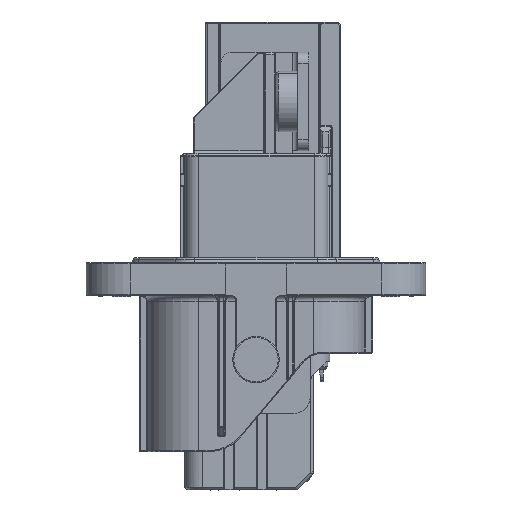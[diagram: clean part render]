
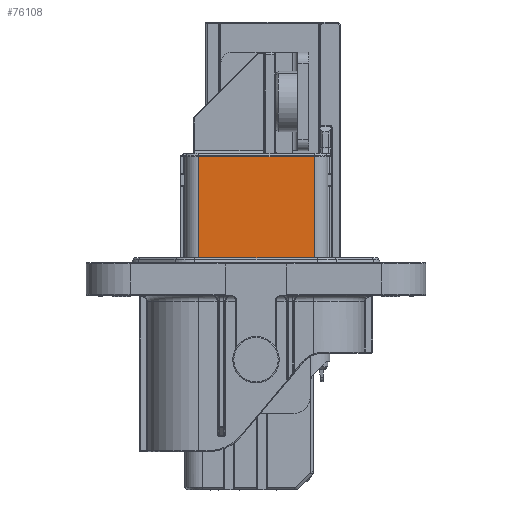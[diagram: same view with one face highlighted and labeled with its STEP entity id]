
A CAD part, left-side view. The second image highlights one B-rep face of the part: STEP entity #76108.
In plain terms, the highlighted planar face has unit normal (-1, 0, 0).
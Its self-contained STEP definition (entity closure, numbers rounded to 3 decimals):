
#12424 = DIRECTION ( 'NONE',  ( 0., 0., -1. ) ) ;
#19346 = AXIS2_PLACEMENT_3D ( 'NONE', #116003, #171763, #70910 ) ;
#23579 = LINE ( 'NONE', #42029, #171503 ) ;
#28780 = EDGE_LOOP ( 'NONE', ( #53047, #109673, #149858, #152277 ) ) ;
#30175 = CARTESIAN_POINT ( 'NONE',  ( -26.333, 8.068, 103.794 ) ) ;
#34551 = CARTESIAN_POINT ( 'NONE',  ( -26.333, -13.082, 104.377 ) ) ;
#41114 = CARTESIAN_POINT ( 'NONE',  ( -26.333, 11.318, 84.377 ) ) ;
#41903 = EDGE_CURVE ( 'NONE', #155015, #97198, #159399, .T. ) ;
#42029 = CARTESIAN_POINT ( 'NONE',  ( -26.333, 8.068, 103.794 ) ) ;
#45105 = VECTOR ( 'NONE', #171961, 1000. ) ;
#53047 = ORIENTED_EDGE ( 'NONE', *, *, #129793, .T. ) ;
#53997 = EDGE_CURVE ( 'NONE', #161310, #120374, #23579, .T. ) ;
#63389 = DIRECTION ( 'NONE',  ( 0., 0., 1. ) ) ;
#70910 = DIRECTION ( 'NONE',  ( 0., 1., 0. ) ) ;
#76108 = ADVANCED_FACE ( 'NONE', ( #108059 ), #142335, .F. ) ;
#77135 = VECTOR ( 'NONE', #12424, 1000. ) ;
#79778 = LINE ( 'NONE', #34551, #173983 ) ;
#91732 = EDGE_CURVE ( 'NONE', #97198, #161310, #79778, .T. ) ;
#97198 = VERTEX_POINT ( 'NONE', #168061 ) ;
#108059 = FACE_OUTER_BOUND ( 'NONE', #28780, .T. ) ;
#109673 = ORIENTED_EDGE ( 'NONE', *, *, #41903, .T. ) ;
#113387 = DIRECTION ( 'NONE',  ( 0., 1., 0. ) ) ;
#116003 = CARTESIAN_POINT ( 'NONE',  ( -26.333, 11.318, 104.377 ) ) ;
#120374 = VERTEX_POINT ( 'NONE', #30175 ) ;
#129793 = EDGE_CURVE ( 'NONE', #120374, #155015, #137689, .T. ) ;
#129832 = CARTESIAN_POINT ( 'NONE',  ( -26.333, 8.068, 84.377 ) ) ;
#137689 = LINE ( 'NONE', #179091, #77135 ) ;
#142335 = PLANE ( 'NONE',  #19346 ) ;
#149858 = ORIENTED_EDGE ( 'NONE', *, *, #91732, .T. ) ;
#152277 = ORIENTED_EDGE ( 'NONE', *, *, #53997, .T. ) ;
#153111 = CARTESIAN_POINT ( 'NONE',  ( -26.333, -13.082, 103.794 ) ) ;
#155015 = VERTEX_POINT ( 'NONE', #129832 ) ;
#159399 = LINE ( 'NONE', #41114, #45105 ) ;
#161310 = VERTEX_POINT ( 'NONE', #153111 ) ;
#168061 = CARTESIAN_POINT ( 'NONE',  ( -26.333, -13.082, 84.377 ) ) ;
#171503 = VECTOR ( 'NONE', #113387, 1000. ) ;
#171763 = DIRECTION ( 'NONE',  ( 1., 0., 0. ) ) ;
#171961 = DIRECTION ( 'NONE',  ( 0., -1., 0. ) ) ;
#173983 = VECTOR ( 'NONE', #63389, 1000. ) ;
#179091 = CARTESIAN_POINT ( 'NONE',  ( -26.333, 8.068, 104.377 ) ) ;
